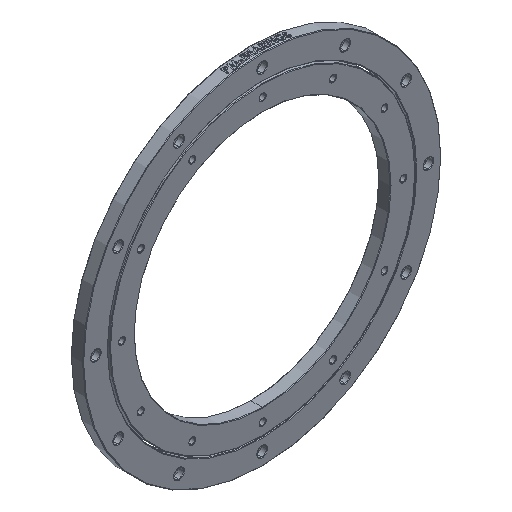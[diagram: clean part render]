
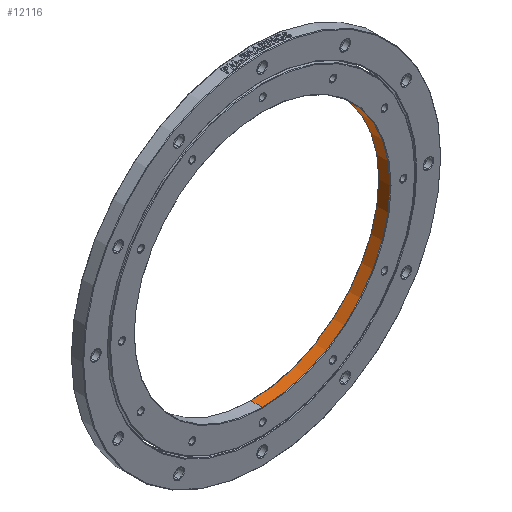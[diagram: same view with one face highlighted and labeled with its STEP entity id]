
A CAD part, isometric view. The second image highlights one B-rep face of the part: STEP entity #12116.
In plain terms, the highlighted cylindrical face has radius 125 mm (diameter 250 mm), a partial arc.
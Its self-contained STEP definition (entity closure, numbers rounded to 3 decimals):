
#1310 = VERTEX_POINT ( 'NONE', #9799 ) ;
#1512 = VERTEX_POINT ( 'NONE', #8433 ) ;
#1521 = VERTEX_POINT ( 'NONE', #8442 ) ;
#1542 = VERTEX_POINT ( 'NONE', #8463 ) ;
#1992 = LINE ( 'NONE', #1993, #10497 ) ;
#1993 = CARTESIAN_POINT ( 'NONE',  ( 0., 0., -125. ) ) ;
#1998 = LINE ( 'NONE', #2003, #10473 ) ;
#2002 = DIRECTION ( 'NONE',  ( 0., -1., 0. ) ) ;
#2003 = CARTESIAN_POINT ( 'NONE',  ( 0., 0., 125. ) ) ;
#2004 = DIRECTION ( 'NONE',  ( 0., -1., 0. ) ) ;
#6761 = EDGE_CURVE ( 'NONE', #1310, #1542, #1992, .T. ) ;
#6763 = EDGE_CURVE ( 'NONE', #1512, #1521, #1998, .T. ) ;
#7683 = ORIENTED_EDGE ( 'NONE', *, *, #11889, .T. ) ;
#7684 = ORIENTED_EDGE ( 'NONE', *, *, #6761, .T. ) ;
#7685 = ORIENTED_EDGE ( 'NONE', *, *, #11890, .T. ) ;
#7686 = ORIENTED_EDGE ( 'NONE', *, *, #6763, .F. ) ;
#8087 = EDGE_LOOP ( 'NONE', ( #7686, #7685, #7684, #7683 ) ) ;
#8433 = CARTESIAN_POINT ( 'NONE',  ( 0., 11.5, 125. ) ) ;
#8442 = CARTESIAN_POINT ( 'NONE',  ( 0., 0.5, 125. ) ) ;
#8463 = CARTESIAN_POINT ( 'NONE',  ( 0., 0.5, -125. ) ) ;
#9799 = CARTESIAN_POINT ( 'NONE',  ( 0., 11.5, -125. ) ) ;
#10315 = AXIS2_PLACEMENT_3D ( 'NONE', #10884, #10885, #10886 ) ;
#10320 = AXIS2_PLACEMENT_3D ( 'NONE', #10881, #10882, #10883 ) ;
#10321 = CIRCLE ( 'NONE', #10315, 125. ) ;
#10323 = CIRCLE ( 'NONE', #10320, 125. ) ;
#10388 = AXIS2_PLACEMENT_3D ( 'NONE', #11475, #11473, #11481 ) ;
#10473 = VECTOR ( 'NONE', #2004, 1000. ) ;
#10497 = VECTOR ( 'NONE', #2002, 1000. ) ;
#10881 = CARTESIAN_POINT ( 'NONE',  ( 0., 0.5, 0. ) ) ;
#10882 = DIRECTION ( 'NONE',  ( 0., -1., 0. ) ) ;
#10883 = DIRECTION ( 'NONE',  ( 0., 0., 1. ) ) ;
#10884 = CARTESIAN_POINT ( 'NONE',  ( 0., 11.5, 0. ) ) ;
#10885 = DIRECTION ( 'NONE',  ( 0., 1., 0. ) ) ;
#10886 = DIRECTION ( 'NONE',  ( 0., 0., -1. ) ) ;
#11473 = DIRECTION ( 'NONE',  ( 0., -1., 0. ) ) ;
#11475 = CARTESIAN_POINT ( 'NONE',  ( 0., 0., 0. ) ) ;
#11478 = CYLINDRICAL_SURFACE ( 'NONE', #10388, 125. ) ;
#11479 = FACE_OUTER_BOUND ( 'NONE', #8087, .T. ) ;
#11481 = DIRECTION ( 'NONE',  ( 0., 0., -1. ) ) ;
#11889 = EDGE_CURVE ( 'NONE', #1542, #1521, #10323, .T. ) ;
#11890 = EDGE_CURVE ( 'NONE', #1512, #1310, #10321, .T. ) ;
#12116 = ADVANCED_FACE ( 'NONE', ( #11479 ), #11478, .F. ) ;
